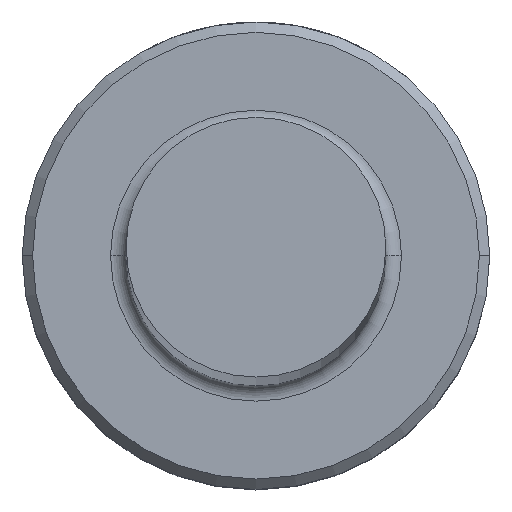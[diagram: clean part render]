
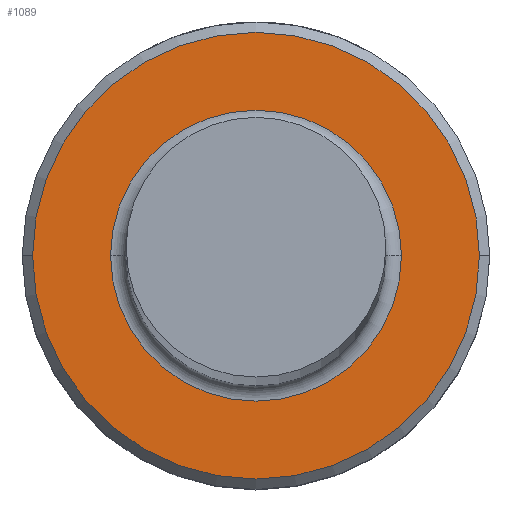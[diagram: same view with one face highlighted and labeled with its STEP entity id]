
A CAD part, top view. The second image highlights one B-rep face of the part: STEP entity #1089.
In plain terms, the highlighted planar face has unit normal (0, 0, 1).
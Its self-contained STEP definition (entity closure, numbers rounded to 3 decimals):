
#36 = ORIENTED_EDGE ( 'NONE', *, *, #73, .T. ) ;
#56 = CARTESIAN_POINT ( 'NONE',  ( 4.3, 0., 6. ) ) ;
#73 = EDGE_CURVE ( 'NONE', #357, #206, #301, .T. ) ;
#146 = CIRCLE ( 'NONE', #510, 4.3 ) ;
#173 = ORIENTED_EDGE ( 'NONE', *, *, #533, .T. ) ;
#180 = CIRCLE ( 'NONE', #884, 2.8 ) ;
#195 = AXIS2_PLACEMENT_3D ( 'NONE', #541, #1068, #467 ) ;
#206 = VERTEX_POINT ( 'NONE', #887 ) ;
#276 = EDGE_CURVE ( 'NONE', #1138, #697, #146, .T. ) ;
#301 = CIRCLE ( 'NONE', #195, 2.8 ) ;
#319 = DIRECTION ( 'NONE',  ( 0., 0., 1. ) ) ;
#357 = VERTEX_POINT ( 'NONE', #1158 ) ;
#376 = AXIS2_PLACEMENT_3D ( 'NONE', #758, #1129, #599 ) ;
#467 = DIRECTION ( 'NONE',  ( -1., 0., 0. ) ) ;
#498 = DIRECTION ( 'NONE',  ( 0., 0., -1. ) ) ;
#510 = AXIS2_PLACEMENT_3D ( 'NONE', #873, #790, #781 ) ;
#533 = EDGE_CURVE ( 'NONE', #206, #357, #180, .T. ) ;
#541 = CARTESIAN_POINT ( 'NONE',  ( 0., 0., 6. ) ) ;
#542 = EDGE_CURVE ( 'NONE', #697, #1138, #615, .T. ) ;
#575 = AXIS2_PLACEMENT_3D ( 'NONE', #853, #319, #938 ) ;
#590 = PLANE ( 'NONE',  #376 ) ;
#599 = DIRECTION ( 'NONE',  ( 1., 0., 0. ) ) ;
#615 = CIRCLE ( 'NONE', #575, 4.3 ) ;
#697 = VERTEX_POINT ( 'NONE', #56 ) ;
#739 = ORIENTED_EDGE ( 'NONE', *, *, #542, .T. ) ;
#751 = FACE_OUTER_BOUND ( 'NONE', #944, .T. ) ;
#758 = CARTESIAN_POINT ( 'NONE',  ( 0., 0., 6. ) ) ;
#781 = DIRECTION ( 'NONE',  ( 1., 0., 0. ) ) ;
#790 = DIRECTION ( 'NONE',  ( 0., 0., 1. ) ) ;
#811 = EDGE_LOOP ( 'NONE', ( #173, #36 ) ) ;
#853 = CARTESIAN_POINT ( 'NONE',  ( 0., 0., 6. ) ) ;
#873 = CARTESIAN_POINT ( 'NONE',  ( 0., 0., 6. ) ) ;
#884 = AXIS2_PLACEMENT_3D ( 'NONE', #1021, #498, #1109 ) ;
#887 = CARTESIAN_POINT ( 'NONE',  ( -2.8, 0., 6. ) ) ;
#938 = DIRECTION ( 'NONE',  ( 1., 0., 0. ) ) ;
#944 = EDGE_LOOP ( 'NONE', ( #1103, #739 ) ) ;
#1021 = CARTESIAN_POINT ( 'NONE',  ( 0., 0., 6. ) ) ;
#1068 = DIRECTION ( 'NONE',  ( 0., 0., -1. ) ) ;
#1089 = ADVANCED_FACE ( 'NONE', ( #751, #1113 ), #590, .T. ) ;
#1103 = ORIENTED_EDGE ( 'NONE', *, *, #276, .T. ) ;
#1109 = DIRECTION ( 'NONE',  ( -1., 0., 0. ) ) ;
#1113 = FACE_BOUND ( 'NONE', #811, .T. ) ;
#1129 = DIRECTION ( 'NONE',  ( 0., 0., 1. ) ) ;
#1137 = CARTESIAN_POINT ( 'NONE',  ( -4.3, 0., 6. ) ) ;
#1138 = VERTEX_POINT ( 'NONE', #1137 ) ;
#1158 = CARTESIAN_POINT ( 'NONE',  ( 2.8, 0., 6. ) ) ;
